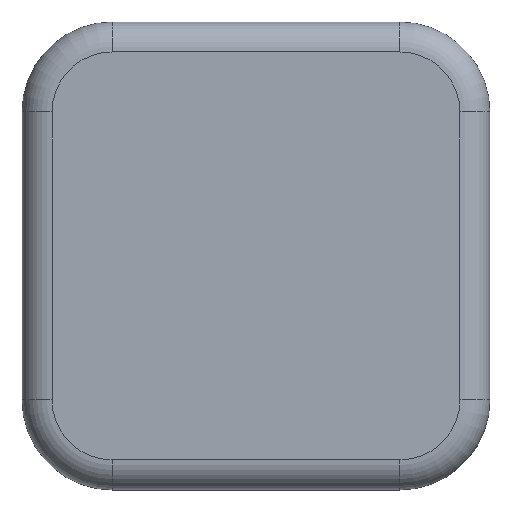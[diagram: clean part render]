
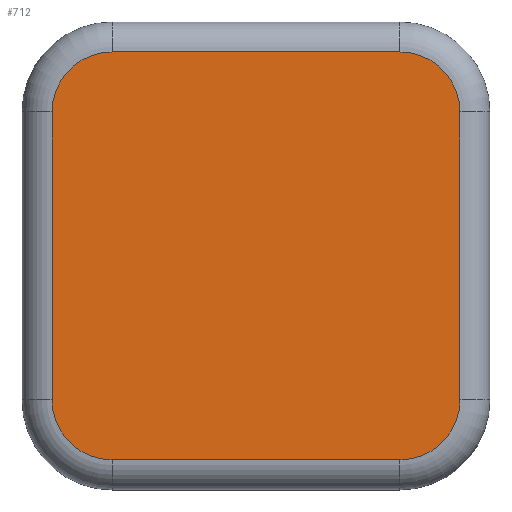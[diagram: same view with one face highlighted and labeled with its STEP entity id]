
A CAD part, top view. The second image highlights one B-rep face of the part: STEP entity #712.
In plain terms, the highlighted planar face has unit normal (0, 0, 1).
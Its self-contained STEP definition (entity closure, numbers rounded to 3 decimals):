
#49=FACE_OUTER_BOUND('',#93,.T.);
#93=EDGE_LOOP('',(#544,#545,#546,#547,#548,#549,#550,#551));
#134=CIRCLE('',#770,2.);
#138=CIRCLE('',#776,2.);
#142=CIRCLE('',#782,2.);
#146=CIRCLE('',#788,2.);
#173=LINE('',#1114,#246);
#174=LINE('',#1125,#247);
#176=LINE('',#1137,#249);
#178=LINE('',#1149,#251);
#246=VECTOR('',#877,10.);
#247=VECTOR('',#890,10.);
#249=VECTOR('',#904,10.);
#251=VECTOR('',#918,10.);
#327=VERTEX_POINT('',#1107);
#330=VERTEX_POINT('',#1112);
#332=VERTEX_POINT('',#1117);
#334=VERTEX_POINT('',#1123);
#336=VERTEX_POINT('',#1129);
#338=VERTEX_POINT('',#1135);
#340=VERTEX_POINT('',#1141);
#342=VERTEX_POINT('',#1147);
#396=EDGE_CURVE('',#330,#327,#173,.T.);
#398=EDGE_CURVE('',#332,#330,#134,.T.);
#401=EDGE_CURVE('',#334,#332,#174,.T.);
#404=EDGE_CURVE('',#336,#334,#138,.T.);
#407=EDGE_CURVE('',#338,#336,#176,.T.);
#410=EDGE_CURVE('',#340,#338,#142,.T.);
#413=EDGE_CURVE('',#342,#340,#178,.T.);
#416=EDGE_CURVE('',#327,#342,#146,.T.);
#544=ORIENTED_EDGE('',*,*,#396,.F.);
#545=ORIENTED_EDGE('',*,*,#398,.F.);
#546=ORIENTED_EDGE('',*,*,#401,.F.);
#547=ORIENTED_EDGE('',*,*,#404,.F.);
#548=ORIENTED_EDGE('',*,*,#407,.F.);
#549=ORIENTED_EDGE('',*,*,#410,.F.);
#550=ORIENTED_EDGE('',*,*,#413,.F.);
#551=ORIENTED_EDGE('',*,*,#416,.F.);
#677=PLANE('',#793);
#712=ADVANCED_FACE('',(#49),#677,.T.);
#770=AXIS2_PLACEMENT_3D('',#1119,#882,#883);
#776=AXIS2_PLACEMENT_3D('',#1131,#896,#897);
#782=AXIS2_PLACEMENT_3D('',#1143,#910,#911);
#788=AXIS2_PLACEMENT_3D('',#1153,#924,#925);
#793=AXIS2_PLACEMENT_3D('',#1163,#939,#940);
#877=DIRECTION('',(-1.,0.,0.));
#882=DIRECTION('center_axis',(0.,0.,-1.));
#883=DIRECTION('ref_axis',(0.707,-0.707,0.));
#890=DIRECTION('',(0.,-1.,0.));
#896=DIRECTION('center_axis',(0.,0.,-1.));
#897=DIRECTION('ref_axis',(0.707,0.707,0.));
#904=DIRECTION('',(1.,0.,0.));
#910=DIRECTION('center_axis',(0.,0.,-1.));
#911=DIRECTION('ref_axis',(-0.707,0.707,0.));
#918=DIRECTION('',(0.,1.,0.));
#924=DIRECTION('center_axis',(0.,0.,-1.));
#925=DIRECTION('ref_axis',(-0.707,-0.707,0.));
#939=DIRECTION('center_axis',(0.,0.,1.));
#940=DIRECTION('ref_axis',(1.,0.,0.));
#1107=CARTESIAN_POINT('',(-4.8,-6.8,3.5));
#1112=CARTESIAN_POINT('',(4.8,-6.8,3.5));
#1114=CARTESIAN_POINT('',(-3.9,-6.8,3.5));
#1117=CARTESIAN_POINT('',(6.8,-4.8,3.5));
#1119=CARTESIAN_POINT('Origin',(4.8,-4.8,3.5));
#1123=CARTESIAN_POINT('',(6.8,4.8,3.5));
#1125=CARTESIAN_POINT('',(6.8,-3.9,3.5));
#1129=CARTESIAN_POINT('',(4.8,6.8,3.5));
#1131=CARTESIAN_POINT('Origin',(4.8,4.8,3.5));
#1135=CARTESIAN_POINT('',(-4.8,6.8,3.5));
#1137=CARTESIAN_POINT('',(3.9,6.8,3.5));
#1141=CARTESIAN_POINT('',(-6.8,4.8,3.5));
#1143=CARTESIAN_POINT('Origin',(-4.8,4.8,3.5));
#1147=CARTESIAN_POINT('',(-6.8,-4.8,3.5));
#1149=CARTESIAN_POINT('',(-6.8,3.9,3.5));
#1153=CARTESIAN_POINT('Origin',(-4.8,-4.8,3.5));
#1163=CARTESIAN_POINT('Origin',(0.,0.,3.5));
